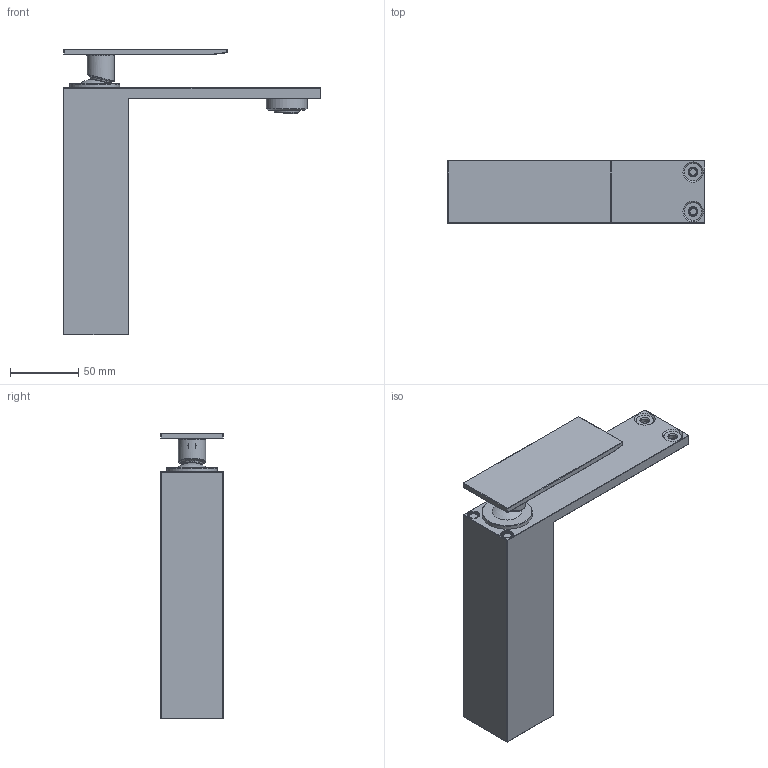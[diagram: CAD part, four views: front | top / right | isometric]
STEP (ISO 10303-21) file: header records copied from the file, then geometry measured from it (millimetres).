
FILE_DESCRIPTION(/* description */ ('Unknown'),/* implementation_level */ '2;1');
FILE_NAME(/* name */ '1047430000_x_t_out',/* time_stamp */ '2024-12-19T09:14:37+01:00',/* author */ ('Unknown'),/* organization */ ('GROHE AG'),/* preprocessor_version */ 'ST-DEVELOPER v16.7',/* originating_system */ 'DEX',/* authorisation */ $);
FILE_SCHEMA (('AUTOMOTIVE_DESIGN {1 0 10303 214 3 1 1}'));
Products named in the file (2): 1047430000_x_t_out; extract
Assembly tree (1 placements, depth 2):
  1047430000_x_t_out
    extract
Bounding box: 189 x 46 x 210.07 mm (x, y, z)
Volume: 487507.5 mm3; surface area: 71973.5 mm2
Topology: 1 solids, 1 shells, 1810 faces, 4697 edges, 2899 vertices
Faces by surface type: plane 894, cylinder 508, bspline 339, torus 27, sphere 24, cone 18
Full cylindrical faces by diameter (mm): 4.2 x1, 4.5 x1, 4.917 x1, 6 x4, 7 x2, 8.5 x2, 15.3 x1, 15.95 x1, 18.846 x1, 20 x1, 22.55 x1, 22.917 x3, 24.2 x1, 30 x1, 36.85 x1
Entity records: 74517 total; most frequent: CARTESIAN_POINT 23389, ORIENTED_EDGE 9228, DIRECTION 6069, EDGE_CURVE 4614, VERTEX_POINT 2867, LINE 2323, VECTOR 2323, EDGE_LOOP 1899
